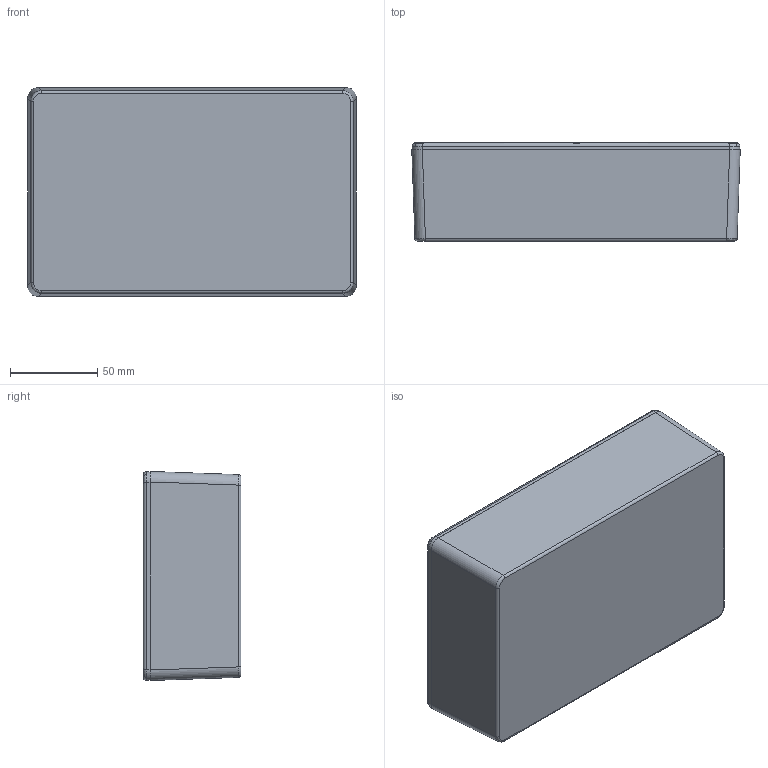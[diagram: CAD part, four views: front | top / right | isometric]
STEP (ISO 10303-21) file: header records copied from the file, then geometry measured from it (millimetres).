
FILE_DESCRIPTION(/* description */ (''),/* implementation_level */ '2;1');
FILE_NAME(/* name */ '1590D.iam.stp',/* time_stamp */ '2014-07-28T13:46:55-04:00',/* author */ ('coop'),/* organization */ (''),/* preprocessor_version */ 'ST-DEVELOPER v15.2',/* originating_system */ 'Autodesk Inventor 2014',/* authorisation */ '');
FILE_SCHEMA (('AUTOMOTIVE_DESIGN { 1 0 10303 214 3 1 1 }'));
Products named in the file (4): 1590D BOX; 1590D-DD-E LID; #27878; 1590D
Bounding box: 187.75 x 56 x 119.5 mm (x, y, z)
Volume: 189062.4 mm3; surface area: 154063.6 mm2
Topology: 8 solids, 8 shells, 776 faces, 2047 edges, 1334 vertices
Faces by surface type: plane 387, bspline 237, cone 72, cylinder 62, torus 18
Full cylindrical faces by diameter (mm): 2.642 x6, 3.378 x6, 4 x6
Entity records: 27850 total; most frequent: CARTESIAN_POINT 13252, ORIENTED_EDGE 3352, DIRECTION 2327, EDGE_CURVE 1676, VERTEX_POINT 1101, LINE 925, VECTOR 925, EDGE_LOOP 733
